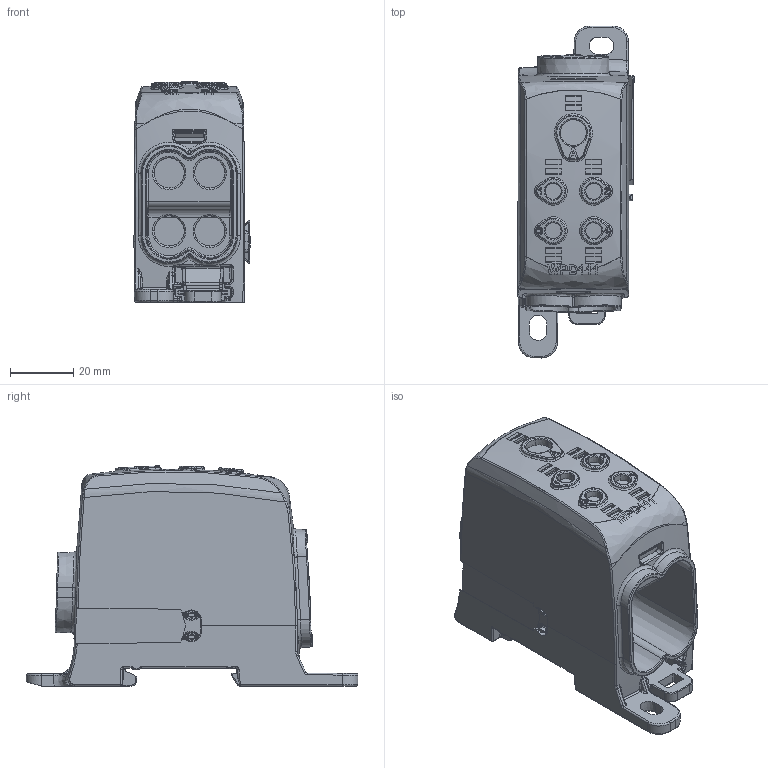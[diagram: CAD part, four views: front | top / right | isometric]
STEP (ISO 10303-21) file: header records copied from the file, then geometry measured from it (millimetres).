
FILE_DESCRIPTION(('CATIA V5 STEP Exchange','CAx-IF Rec.Pracs.--- Model Styling and Organization---1.5--- 2016-08-15','CAx-IF Rec.Pracs.---Supplemental Geometry---1.0---2011-11-01','CAx-IF Rec.Pracs.--- Composite Materials ---1.1---2010-07-15'),'2;1');
FILE_NAME ('397495-1_0', '2025-09-22T06:33:25+00:00', ('none'), ('Weidmueller'), 'CATIA Version 5-6 Release 2024 SP4', 'CATIA V5 STEP AP214 v3', 'none');
FILE_SCHEMA(('AUTOMOTIVE_DESIGN { 1 0 10303 214 1 1 1 1 }'));
Products named in the file (1): 2603800000
Bounding box: 36.63 x 104.75 x 69.46 mm (x, y, z)
Volume: 132127.8 mm3; surface area: 37967.1 mm2
Topology: 2 solids, 10 shells, 2065 faces, 5501 edges, 3430 vertices
Faces by surface type: plane 863, bspline 559, cylinder 407, sphere 100, cone 80, torus 50, extrusion 6
Entity records: 97738 total; most frequent: CARTESIAN_POINT 55525, ORIENTED_EDGE 10864, EDGE_CURVE 5432, DIRECTION 5104, VERTEX_POINT 3430, B_SPLINE_CURVE_WITH_KNOTS 2778, VECTOR 2201, LINE 2195
